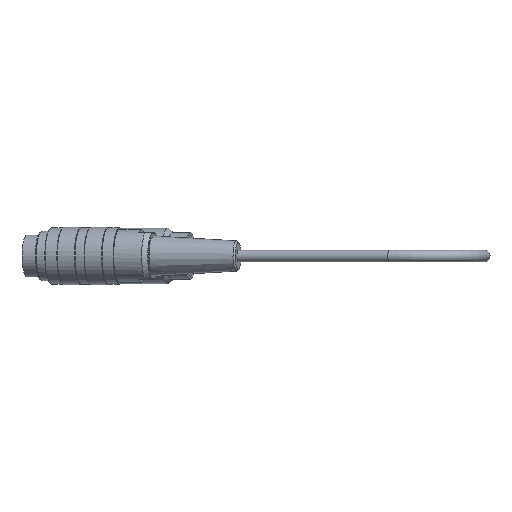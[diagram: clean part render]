
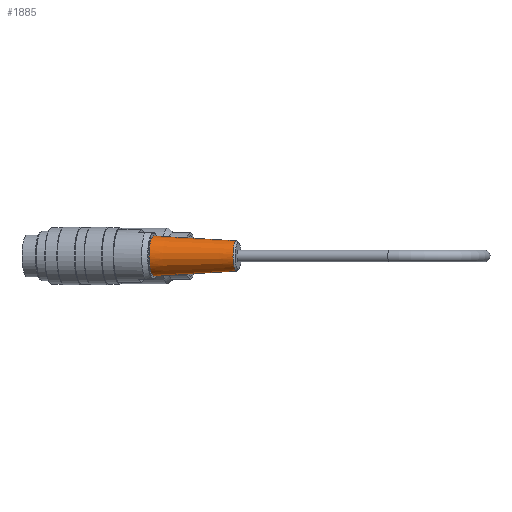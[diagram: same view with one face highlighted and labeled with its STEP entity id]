
A CAD part, front view. The second image highlights one B-rep face of the part: STEP entity #1885.
In plain terms, the highlighted conical face has half-angle 3.27 degrees and reference radius 4.85 mm.
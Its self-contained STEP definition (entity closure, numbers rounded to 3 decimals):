
#236=CONICAL_SURFACE('',#2062,4.85,0.057);
#328=FACE_BOUND('',#560,.T.);
#408=FACE_OUTER_BOUND('',#559,.T.);
#559=EDGE_LOOP('',(#1281));
#560=EDGE_LOOP('',(#1282));
#747=CIRCLE('',#2061,4.882);
#748=CIRCLE('',#2063,6.45);
#863=VERTEX_POINT('',#2896);
#864=VERTEX_POINT('',#2899);
#1035=EDGE_CURVE('',#863,#863,#747,.T.);
#1036=EDGE_CURVE('',#864,#864,#748,.T.);
#1281=ORIENTED_EDGE('',*,*,#1035,.T.);
#1282=ORIENTED_EDGE('',*,*,#1036,.T.);
#1885=ADVANCED_FACE('',(#408,#328),#236,.T.);
#2061=AXIS2_PLACEMENT_3D('',#2897,#2347,#2348);
#2062=AXIS2_PLACEMENT_3D('',#2898,#2349,#2350);
#2063=AXIS2_PLACEMENT_3D('',#2900,#2351,#2352);
#2347=DIRECTION('center_axis',(-0.974,0.227,0.));
#2348=DIRECTION('ref_axis',(-0.223,-0.954,-0.201));
#2349=DIRECTION('center_axis',(-0.974,0.227,0.));
#2350=DIRECTION('ref_axis',(0.223,0.954,0.201));
#2351=DIRECTION('center_axis',(0.974,-0.227,0.));
#2352=DIRECTION('ref_axis',(0.,0.,
1.));
#2896=CARTESIAN_POINT('',(-179.855,23.675,5.57));
#2897=CARTESIAN_POINT('Origin',(-178.768,28.332,6.553));
#2898=CARTESIAN_POINT('Origin',(-178.217,28.204,6.553));
#2899=CARTESIAN_POINT('',(-205.484,34.568,13.003));
#2900=CARTESIAN_POINT('Origin',(-205.484,34.568,6.553));
